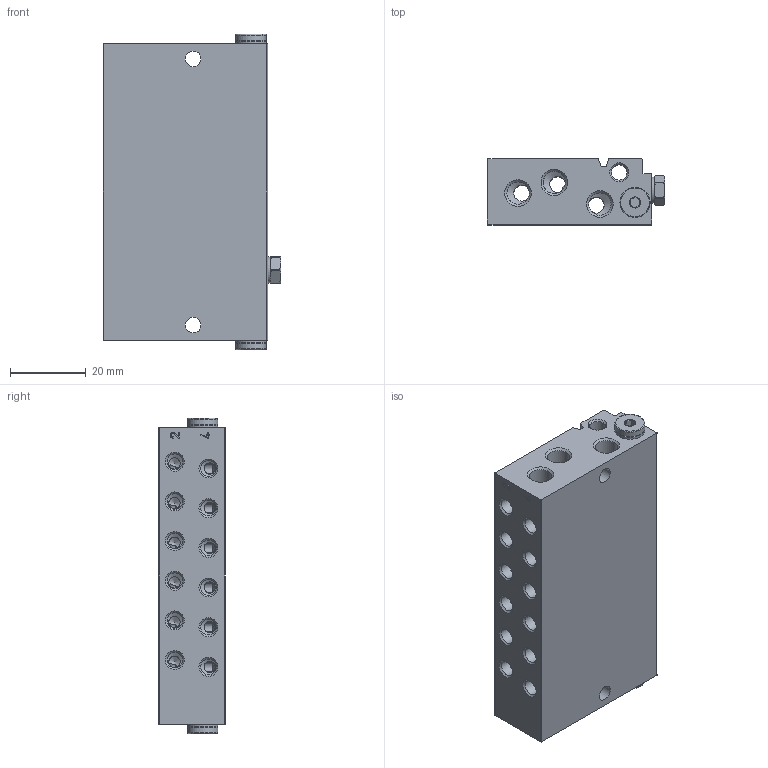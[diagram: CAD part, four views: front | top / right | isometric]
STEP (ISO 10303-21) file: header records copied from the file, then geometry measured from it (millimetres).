
FILE_DESCRIPTION(/* description */ ('STEP AP214'),/* implementation_level */ '2;1');
FILE_NAME(/* name */ '566550_VABM-L1-10AW-M7-6',/* time_stamp */ '2024-09-16T00:38:08+02:00',/* author */ ('License CC BY-ND 4.0'),/* organization */ ('CADENAS'),/* preprocessor_version */ 'ST-DEVELOPER v19.3',/* originating_system */ 'PARTsolutions',/* authorisation */ ' ');
FILE_SCHEMA (('AUTOMOTIVE_DESIGN {1 0 10303 214 3 1 1}'));
Length unit declared in the file: millimetre
Products named in the file (4): 566550 VABM-L1-10AW-M7-6; 566550 VABM-L1-10AW-M7-6---(L1-P); 174308 B-M5-B; 743818 VUVG---(VS)
Assembly tree (4 placements, depth 2):
  566550 VABM-L1-10AW-M7-6
    566550 VABM-L1-10AW-M7-6---(L1-P)
    174308 B-M5-B  x2
    743818 VUVG---(VS)
Bounding box: 47 x 17.5 x 83.5 mm (x, y, z)
Volume: 48828.4 mm3; surface area: 22945.5 mm2
Topology: 4 solids, 4 shells, 541 faces, 1547 edges, 996 vertices
Faces by surface type: plane 233, cylinder 158, cone 137, torus 13
Full cylindrical faces by diameter (mm): 0.35 x2, 0.45 x2, 1.55 x12, 1.567 x12, 2 x2, 2.35 x1, 2.5 x31, 3 x12, 3.3 x1, 3.4 x2, 3.5 x1, 4.019 x1, 4.1 x3, 4.134 x17, 4.2 x5, 5 x3, 5.917 x6, 7 x1, 7.2 x2, 8 x4
Entity records: 15611 total; most frequent: CARTESIAN_POINT 3493, DIRECTION 2311, ORIENTED_EDGE 2108, EDGE_CURVE 1054, FACE_BOUND 903, AXIS2_PLACEMENT_3D 884, EDGE_LOOP 855, VERTEX_POINT 817
